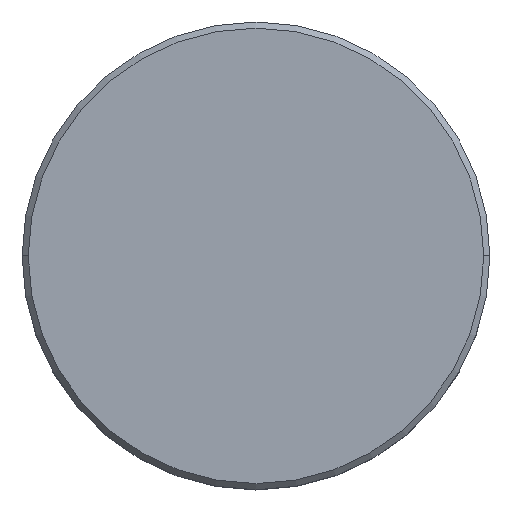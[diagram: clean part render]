
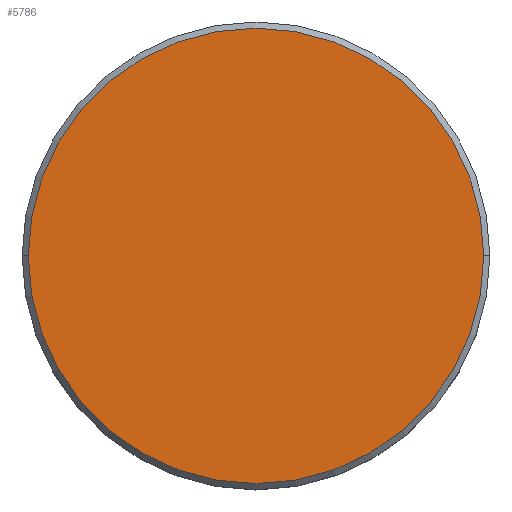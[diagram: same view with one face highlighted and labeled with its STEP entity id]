
A CAD part, top view. The second image highlights one B-rep face of the part: STEP entity #5786.
In plain terms, the highlighted planar face has unit normal (0, 0, 1).
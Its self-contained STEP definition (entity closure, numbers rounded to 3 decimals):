
#952 = AXIS2_PLACEMENT_3D ( 'NONE', #4397, #7117, #1712 ) ;
#1008 = ORIENTED_EDGE ( 'NONE', *, *, #6194, .T. ) ;
#1435 = EDGE_CURVE ( 'NONE', #10328, #10891, #6494, .T. ) ;
#1712 = DIRECTION ( 'NONE',  ( 1., 0., 0. ) ) ;
#3650 = DIRECTION ( 'NONE',  ( 1., 0., 0. ) ) ;
#3683 = DIRECTION ( 'NONE',  ( 0., 0., 1. ) ) ;
#3720 = CARTESIAN_POINT ( 'NONE',  ( 0., 0., 3. ) ) ;
#3738 = DIRECTION ( 'NONE',  ( 0., 0., 1. ) ) ;
#3849 = CIRCLE ( 'NONE', #6401, 9.25 ) ;
#4397 = CARTESIAN_POINT ( 'NONE',  ( 0., 0., 3. ) ) ;
#5786 = ADVANCED_FACE ( 'NONE', ( #10678 ), #9827, .T. ) ;
#5851 = CARTESIAN_POINT ( 'NONE',  ( -9.25, 0., 3. ) ) ;
#6194 = EDGE_CURVE ( 'NONE', #10891, #10328, #3849, .T. ) ;
#6401 = AXIS2_PLACEMENT_3D ( 'NONE', #9182, #3738, #10095 ) ;
#6494 = CIRCLE ( 'NONE', #6814, 9.25 ) ;
#6814 = AXIS2_PLACEMENT_3D ( 'NONE', #3720, #3683, #3650 ) ;
#7117 = DIRECTION ( 'NONE',  ( 0., 0., 1. ) ) ;
#7185 = ORIENTED_EDGE ( 'NONE', *, *, #1435, .T. ) ;
#7467 = EDGE_LOOP ( 'NONE', ( #1008, #7185 ) ) ;
#9112 = CARTESIAN_POINT ( 'NONE',  ( 9.25, 0., 3. ) ) ;
#9182 = CARTESIAN_POINT ( 'NONE',  ( 0., 0., 3. ) ) ;
#9827 = PLANE ( 'NONE',  #952 ) ;
#10095 = DIRECTION ( 'NONE',  ( 1., 0., 0. ) ) ;
#10328 = VERTEX_POINT ( 'NONE', #9112 ) ;
#10678 = FACE_OUTER_BOUND ( 'NONE', #7467, .T. ) ;
#10891 = VERTEX_POINT ( 'NONE', #5851 ) ;
